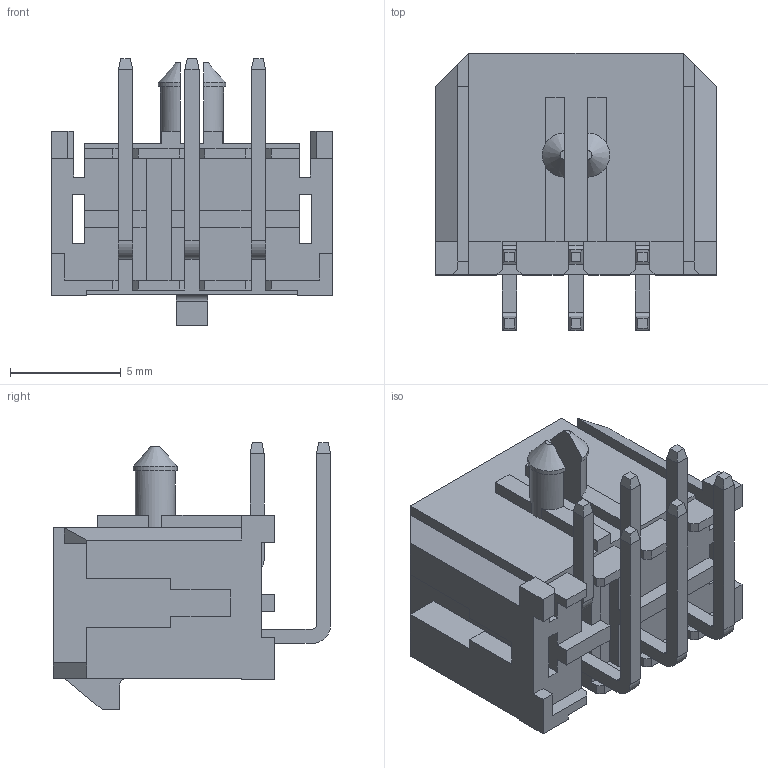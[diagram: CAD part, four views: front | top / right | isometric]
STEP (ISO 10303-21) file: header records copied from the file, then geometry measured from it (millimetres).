
FILE_DESCRIPTION((''),'2;1');
FILE_NAME('FWF30002-D06B22K6B','2025-12-24T',('工程三'),(''),'PRO/ENGINEER BY PARAMETRIC TECHNOLOGY CORPORATION, 2010280','PRO/ENGINEER BY PARAMETRIC TECHNOLOGY CORPORATION, 2010280','');
FILE_SCHEMA(('CONFIG_CONTROL_DESIGN'));
Length unit declared in the file: millimetre
Products named in the file (1): FWF30002-D06B22K6B
Bounding box: 12.7 x 12.52 x 12.05 mm (x, y, z)
Volume: 473.7 mm3; surface area: 1447.2 mm2
Topology: 1 solids, 1 shells, 324 faces, 865 edges, 558 vertices
Faces by surface type: plane 305, cylinder 17, cone 2
Entity records: 9887 total; most frequent: CARTESIAN_POINT 1747, ORIENTED_EDGE 1730, DIRECTION 1553, EDGE_CURVE 865, VECTOR 825, LINE 825, VERTEX_POINT 558, AXIS2_PLACEMENT_3D 364
